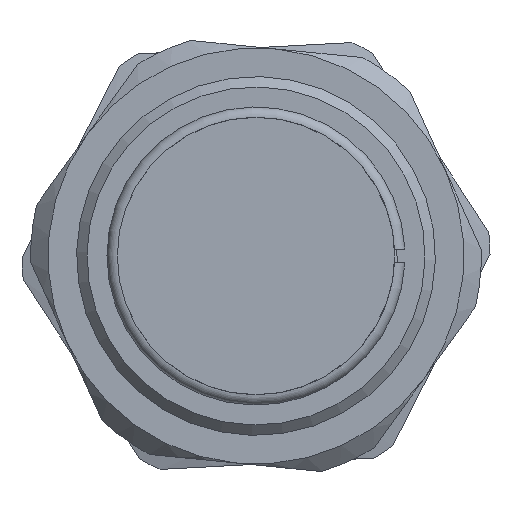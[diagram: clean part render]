
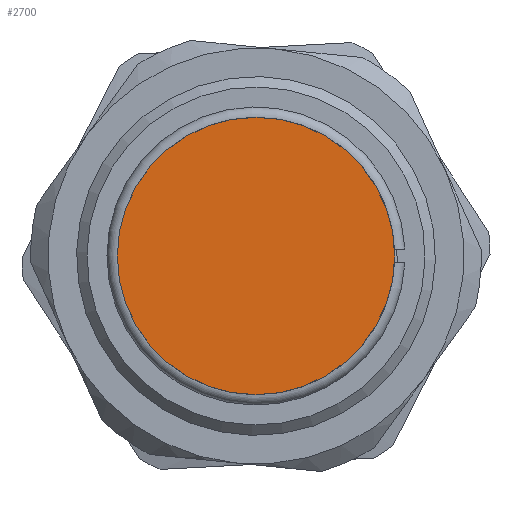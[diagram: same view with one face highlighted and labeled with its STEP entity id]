
A CAD part, left-side view. The second image highlights one B-rep face of the part: STEP entity #2700.
In plain terms, the highlighted planar face has unit normal (-1, 0, 0).
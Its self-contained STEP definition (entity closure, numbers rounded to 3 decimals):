
#2684=CARTESIAN_POINT('',(0.,3.525,0.0));
#2685=DIRECTION('',(-1.0,0.0,0.0));
#2686=DIRECTION('',(0.0,0.0,1.0));
#2687=AXIS2_PLACEMENT_3D('',#2684,#2685,#2686);
#2688=PLANE('',#2687);
#2689=CARTESIAN_POINT('',(0.,4.0,0.0));
#2690=VERTEX_POINT('',#2689);
#2691=CARTESIAN_POINT('',(0.0,0.0,0.0));
#2692=DIRECTION('',(1.0,0.0,0.0));
#2693=DIRECTION('',(0.0,1.0,0.0));
#2694=AXIS2_PLACEMENT_3D('',#2691,#2692,#2693);
#2695=CIRCLE('',#2694,4.0);
#2696=EDGE_CURVE('',#2690,#2690,#2695,.T.);
#2697=ORIENTED_EDGE('',*,*,#2696,.F.);
#2698=EDGE_LOOP('',(#2697));
#2699=FACE_OUTER_BOUND('',#2698,.T.);
#2700=ADVANCED_FACE('',(#2699),#2688,.T.);
